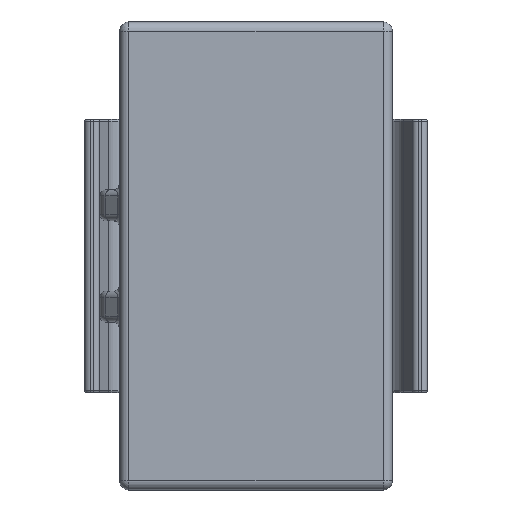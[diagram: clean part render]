
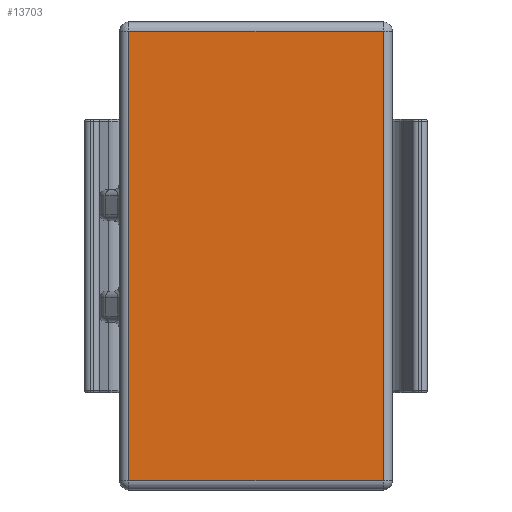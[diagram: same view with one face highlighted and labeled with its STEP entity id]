
A CAD part, front view. The second image highlights one B-rep face of the part: STEP entity #13703.
In plain terms, the highlighted planar face has unit normal (0, -1, 0).
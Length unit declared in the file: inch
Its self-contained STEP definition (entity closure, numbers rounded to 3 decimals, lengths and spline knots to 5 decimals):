
#2024=FACE_OUTER_BOUND('',#2863,.T.);
#2863=EDGE_LOOP('',(#11925,#11926,#11927,#11928));
#4021=LINE('',#25206,#5188);
#4026=LINE('',#25245,#5193);
#4048=LINE('',#25332,#5215);
#4050=LINE('',#25335,#5217);
#5188=VECTOR('',#16802,0.3937);
#5193=VECTOR('',#16855,0.3937);
#5215=VECTOR('',#16963,0.3937);
#5217=VECTOR('',#16967,0.3937);
#6395=VERTEX_POINT('',#25192);
#6400=VERTEX_POINT('',#25202);
#6402=VERTEX_POINT('',#25211);
#6409=VERTEX_POINT('',#25239);
#8201=EDGE_CURVE('',#6395,#6400,#4021,.T.);
#8221=EDGE_CURVE('',#6409,#6402,#4026,.T.);
#8266=EDGE_CURVE('',#6400,#6409,#4048,.T.);
#8268=EDGE_CURVE('',#6402,#6395,#4050,.T.);
#11925=ORIENTED_EDGE('',*,*,#8221,.F.);
#11926=ORIENTED_EDGE('',*,*,#8266,.F.);
#11927=ORIENTED_EDGE('',*,*,#8201,.F.);
#11928=ORIENTED_EDGE('',*,*,#8268,.F.);
#12989=PLANE('',#14578);
#13703=ADVANCED_FACE('',(#2024),#12989,.T.);
#14578=AXIS2_PLACEMENT_3D('',#25450,#17045,#17046);
#16802=DIRECTION('',(0.,0.,-1.));
#16855=DIRECTION('',(0.,0.,1.));
#16963=DIRECTION('',(-1.,0.,0.));
#16967=DIRECTION('',(1.,0.,0.));
#17045=DIRECTION('center_axis',(0.,-1.,0.));
#17046=DIRECTION('ref_axis',(1.,0.,0.));
#25192=CARTESIAN_POINT('',(-0.06,-0.325,1.44));
#25202=CARTESIAN_POINT('',(-0.06,-0.325,-1.44));
#25206=CARTESIAN_POINT('',(-0.06,-0.325,0.));
#25211=CARTESIAN_POINT('',(-1.69,-0.325,1.44));
#25239=CARTESIAN_POINT('',(-1.69,-0.325,-1.44));
#25245=CARTESIAN_POINT('',(-1.69,-0.325,0.));
#25332=CARTESIAN_POINT('',(-1.36856,-0.325,-1.44));
#25335=CARTESIAN_POINT('',(-1.36856,-0.325,1.44));
#25450=CARTESIAN_POINT('Origin',(-1.75,-0.325,0.));
